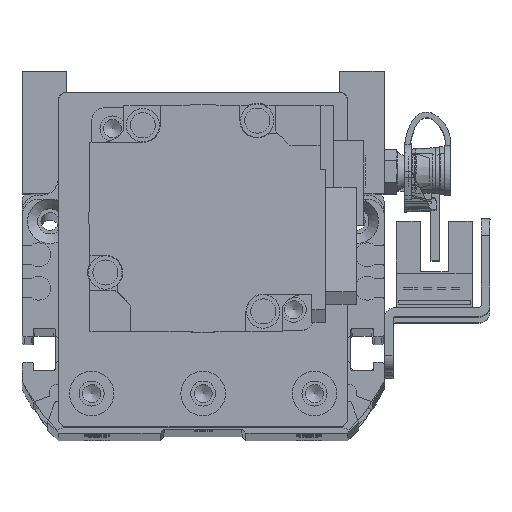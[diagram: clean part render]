
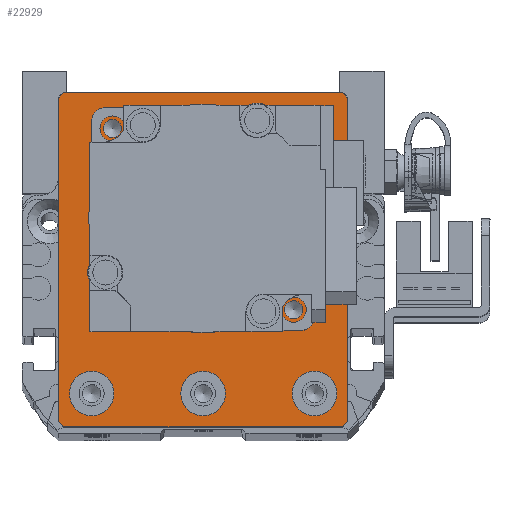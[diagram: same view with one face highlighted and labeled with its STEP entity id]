
A CAD part, top view. The second image highlights one B-rep face of the part: STEP entity #22929.
In plain terms, the highlighted planar face has unit normal (0, 0, 1).
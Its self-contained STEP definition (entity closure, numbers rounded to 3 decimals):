
#1309=FACE_BOUND('',#5086,.T.);
#1310=FACE_BOUND('',#5087,.T.);
#1311=FACE_BOUND('',#5088,.T.);
#1312=FACE_BOUND('',#5089,.T.);
#1313=FACE_BOUND('',#5090,.T.);
#1314=FACE_BOUND('',#5091,.T.);
#1315=FACE_BOUND('',#5092,.T.);
#1316=FACE_BOUND('',#5093,.T.);
#1837=PLANE('',#25593);
#3539=FACE_OUTER_BOUND('',#5085,.T.);
#5085=EDGE_LOOP('',(#21220,#21221,#21222,#21223,#21224,#21225,#21226,#21227));
#5086=EDGE_LOOP('',(#21228));
#5087=EDGE_LOOP('',(#21229));
#5088=EDGE_LOOP('',(#21230));
#5089=EDGE_LOOP('',(#21231));
#5090=EDGE_LOOP('',(#21232));
#5091=EDGE_LOOP('',(#21233));
#5092=EDGE_LOOP('',(#21234));
#5093=EDGE_LOOP('',(#21235));
#6852=LINE('',#40463,#8700);
#6858=LINE('',#40474,#8706);
#6865=LINE('',#40501,#8713);
#6868=LINE('',#40506,#8716);
#6869=LINE('',#40509,#8717);
#6872=LINE('',#40514,#8720);
#6873=LINE('',#40517,#8721);
#6895=LINE('',#40614,#8743);
#8700=VECTOR('',#31765,10.);
#8706=VECTOR('',#31773,10.);
#8713=VECTOR('',#31796,10.);
#8716=VECTOR('',#31801,10.);
#8717=VECTOR('',#31804,10.);
#8720=VECTOR('',#31809,10.);
#8721=VECTOR('',#31812,10.);
#8743=VECTOR('',#31928,10.);
#9951=CIRCLE('',#25556,4.);
#9954=CIRCLE('',#25562,4.);
#9957=CIRCLE('',#25568,4.);
#9959=CIRCLE('',#25573,1.621);
#9961=CIRCLE('',#25577,1.621);
#9963=CIRCLE('',#25581,1.621);
#9965=CIRCLE('',#25585,1.621);
#9968=CIRCLE('',#25591,15.);
#11931=VERTEX_POINT('',#40461);
#11932=VERTEX_POINT('',#40462);
#11936=VERTEX_POINT('',#40472);
#11948=VERTEX_POINT('',#40500);
#11949=VERTEX_POINT('',#40504);
#11950=VERTEX_POINT('',#40508);
#11951=VERTEX_POINT('',#40512);
#11952=VERTEX_POINT('',#40516);
#11959=VERTEX_POINT('',#40539);
#11962=VERTEX_POINT('',#40550);
#11965=VERTEX_POINT('',#40561);
#11968=VERTEX_POINT('',#40572);
#11971=VERTEX_POINT('',#40581);
#11974=VERTEX_POINT('',#40590);
#11977=VERTEX_POINT('',#40599);
#11980=VERTEX_POINT('',#40610);
#15018=EDGE_CURVE('',#11931,#11932,#6852,.T.);
#15024=EDGE_CURVE('',#11931,#11936,#6858,.T.);
#15037=EDGE_CURVE('',#11948,#11936,#6865,.T.);
#15040=EDGE_CURVE('',#11948,#11949,#6868,.T.);
#15041=EDGE_CURVE('',#11950,#11949,#6869,.T.);
#15044=EDGE_CURVE('',#11950,#11951,#6872,.T.);
#15045=EDGE_CURVE('',#11952,#11951,#6873,.T.);
#15055=EDGE_CURVE('',#11959,#11959,#9951,.T.);
#15060=EDGE_CURVE('',#11962,#11962,#9954,.T.);
#15065=EDGE_CURVE('',#11965,#11965,#9957,.T.);
#15070=EDGE_CURVE('',#11968,#11968,#9959,.T.);
#15074=EDGE_CURVE('',#11971,#11971,#9961,.T.);
#15078=EDGE_CURVE('',#11974,#11974,#9963,.T.);
#15082=EDGE_CURVE('',#11977,#11977,#9965,.T.);
#15088=EDGE_CURVE('',#11980,#11980,#9968,.T.);
#15089=EDGE_CURVE('',#11952,#11932,#6895,.T.);
#21220=ORIENTED_EDGE('',*,*,#15018,.F.);
#21221=ORIENTED_EDGE('',*,*,#15024,.T.);
#21222=ORIENTED_EDGE('',*,*,#15037,.F.);
#21223=ORIENTED_EDGE('',*,*,#15040,.T.);
#21224=ORIENTED_EDGE('',*,*,#15041,.F.);
#21225=ORIENTED_EDGE('',*,*,#15044,.T.);
#21226=ORIENTED_EDGE('',*,*,#15045,.F.);
#21227=ORIENTED_EDGE('',*,*,#15089,.T.);
#21228=ORIENTED_EDGE('',*,*,#15055,.T.);
#21229=ORIENTED_EDGE('',*,*,#15060,.T.);
#21230=ORIENTED_EDGE('',*,*,#15065,.T.);
#21231=ORIENTED_EDGE('',*,*,#15070,.T.);
#21232=ORIENTED_EDGE('',*,*,#15074,.T.);
#21233=ORIENTED_EDGE('',*,*,#15078,.T.);
#21234=ORIENTED_EDGE('',*,*,#15082,.T.);
#21235=ORIENTED_EDGE('',*,*,#15088,.T.);
#22929=ADVANCED_FACE('',(#3539,#1309,#1310,#1311,#1312,#1313,#1314,#1315,
#1316),#1837,.T.);
#25556=AXIS2_PLACEMENT_3D('',#40540,#31838,#31839);
#25562=AXIS2_PLACEMENT_3D('',#40551,#31852,#31853);
#25568=AXIS2_PLACEMENT_3D('',#40562,#31866,#31867);
#25573=AXIS2_PLACEMENT_3D('',#40573,#31879,#31880);
#25577=AXIS2_PLACEMENT_3D('',#40582,#31889,#31890);
#25581=AXIS2_PLACEMENT_3D('',#40591,#31899,#31900);
#25585=AXIS2_PLACEMENT_3D('',#40600,#31909,#31910);
#25591=AXIS2_PLACEMENT_3D('',#40612,#31924,#31925);
#25593=AXIS2_PLACEMENT_3D('',#40615,#31929,#31930);
#31765=DIRECTION('',(0.707,0.707,0.));
#31773=DIRECTION('',(0.,-1.,0.));
#31796=DIRECTION('',(-0.707,0.707,0.));
#31801=DIRECTION('',(1.,0.,0.));
#31804=DIRECTION('',(-0.707,-0.707,0.));
#31809=DIRECTION('',(0.,1.,0.));
#31812=DIRECTION('',(0.707,-0.707,0.));
#31838=DIRECTION('center_axis',(0.,0.,-1.));
#31839=DIRECTION('ref_axis',(1.,0.,0.));
#31852=DIRECTION('center_axis',(0.,0.,-1.));
#31853=DIRECTION('ref_axis',(1.,0.,0.));
#31866=DIRECTION('center_axis',(0.,0.,-1.));
#31867=DIRECTION('ref_axis',(1.,0.,0.));
#31879=DIRECTION('center_axis',(0.,0.,-1.));
#31880=DIRECTION('ref_axis',(1.,0.,0.));
#31889=DIRECTION('center_axis',(0.,0.,-1.));
#31890=DIRECTION('ref_axis',(1.,0.,0.));
#31899=DIRECTION('center_axis',(0.,0.,-1.));
#31900=DIRECTION('ref_axis',(1.,0.,0.));
#31909=DIRECTION('center_axis',(0.,0.,-1.));
#31910=DIRECTION('ref_axis',(1.,0.,0.));
#31924=DIRECTION('center_axis',(0.,0.,-1.));
#31925=DIRECTION('ref_axis',(-1.,0.,0.));
#31928=DIRECTION('',(-1.,0.,0.));
#31929=DIRECTION('center_axis',(0.,0.,1.));
#31930=DIRECTION('ref_axis',(1.,0.,0.));
#40461=CARTESIAN_POINT('',(-26.,29.,12.5));
#40462=CARTESIAN_POINT('',(-25.,30.,12.5));
#40463=CARTESIAN_POINT('',(-26.5,28.5,12.5));
#40472=CARTESIAN_POINT('',(-26.,-29.,12.5));
#40474=CARTESIAN_POINT('',(-26.,30.,12.5));
#40500=CARTESIAN_POINT('',(-25.,-30.,12.5));
#40501=CARTESIAN_POINT('',(-26.5,-28.5,12.5));
#40504=CARTESIAN_POINT('',(25.,-30.,12.5));
#40506=CARTESIAN_POINT('',(-26.,-30.,12.5));
#40508=CARTESIAN_POINT('',(26.,-29.,12.5));
#40509=CARTESIAN_POINT('',(26.5,-28.5,12.5));
#40512=CARTESIAN_POINT('',(26.,29.,12.5));
#40514=CARTESIAN_POINT('',(26.,-30.,12.5));
#40516=CARTESIAN_POINT('',(25.,30.,12.5));
#40517=CARTESIAN_POINT('',(26.5,28.5,12.5));
#40539=CARTESIAN_POINT('',(16.,-24.,12.5));
#40540=CARTESIAN_POINT('Origin',(20.,-24.,12.5));
#40550=CARTESIAN_POINT('',(-24.,-24.,12.5));
#40551=CARTESIAN_POINT('Origin',(-20.,-24.,12.5));
#40561=CARTESIAN_POINT('',(-4.,-24.,12.5));
#40562=CARTESIAN_POINT('Origin',(0.,-24.,12.5));
#40572=CARTESIAN_POINT('',(14.642,-8.963,12.5));
#40573=CARTESIAN_POINT('Origin',(16.263,-8.963,12.5));
#40581=CARTESIAN_POINT('',(-17.884,23.563,12.5));
#40582=CARTESIAN_POINT('Origin',(-16.263,23.563,12.5));
#40590=CARTESIAN_POINT('',(14.642,23.563,12.5));
#40591=CARTESIAN_POINT('Origin',(16.263,23.563,12.5));
#40599=CARTESIAN_POINT('',(-17.884,-8.963,12.5));
#40600=CARTESIAN_POINT('Origin',(-16.263,-8.963,12.5));
#40610=CARTESIAN_POINT('',(15.,7.3,12.5));
#40612=CARTESIAN_POINT('Origin',(0.,7.3,12.5));
#40614=CARTESIAN_POINT('',(26.,30.,12.5));
#40615=CARTESIAN_POINT('Origin',(0.,0.,12.5));
